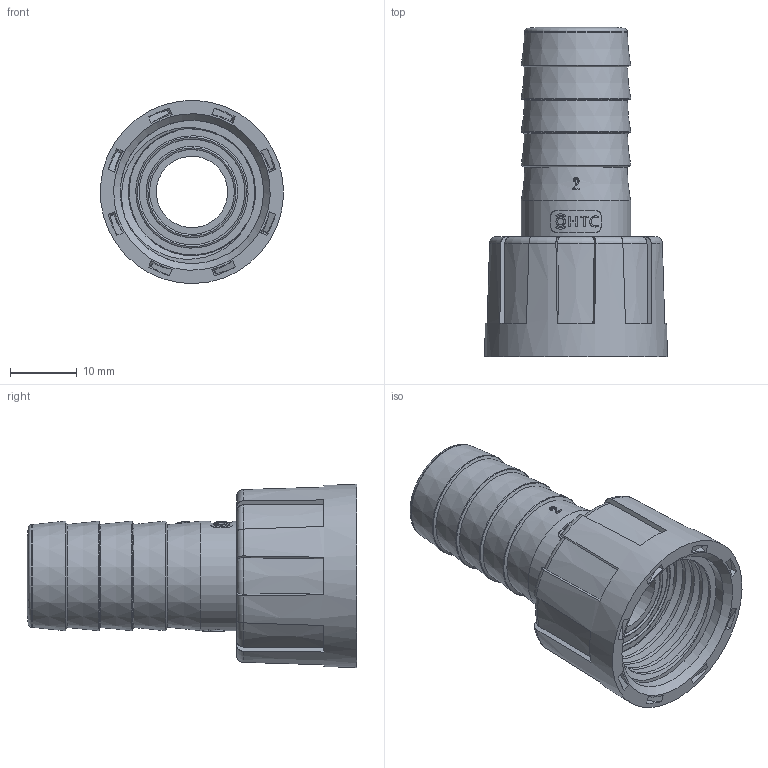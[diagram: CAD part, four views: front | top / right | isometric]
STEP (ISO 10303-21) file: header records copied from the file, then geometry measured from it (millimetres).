
FILE_DESCRIPTION(/* description */ (''),/* implementation_level */ '2;1');
FILE_NAME(/* name */ '1-2x16_stp_20260306_1134.stp',/* time_stamp */ '2026-03-06T11:34:31+08:00',/* author */ (''),/* organization */ (''),/* preprocessor_version */ 'ST-DEVELOPER v16.7',/* originating_system */ 'SIEMENS PLM Software NX 12.0',/* authorisation */ '');
FILE_SCHEMA (('AP203_CONFIGURATION_CONTROLLED_3D_DESIGN_OF_MECHANICAL_PARTS_AND_ASSEMBLIES_MIM_LF { 1 0 10303 403 2 1 2}'));
Length unit declared in the file: millimetre
Products named in the file (1): Admi27288485gjen
Bounding box: 27.46 x 49.48 x 27.49 mm (x, y, z)
Volume: 8830.7 mm3; surface area: 8285.5 mm2
Topology: 3 solids, 3 shells, 465 faces, 1244 edges, 834 vertices
Faces by surface type: plane 246, extrusion 103, cylinder 44, cone 40, torus 27, sphere 3, bspline 2
Full cylindrical faces by diameter (mm): 0.623 x1, 0.934 x1, 0.94 x1, 1.409 x1, 10.71 x1, 12.716 x1, 13.736 x1, 15.4 x1, 15.844 x1, 16.407 x1, 16.7 x1, 16.864 x1, 18.5 x1, 18.87 x1, 21.5 x1
Entity records: 19325 total; most frequent: CARTESIAN_POINT 7648, ORIENTED_EDGE 2352, DIRECTION 1824, EDGE_CURVE 1176, VERTEX_POINT 809, VECTOR 652, AXIS2_PLACEMENT_3D 586, EDGE_LOOP 559
